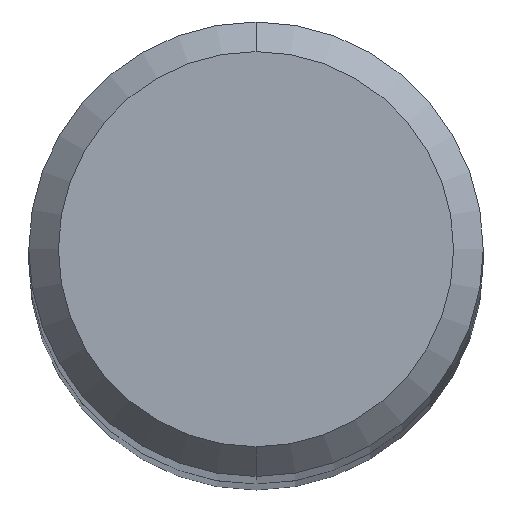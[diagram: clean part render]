
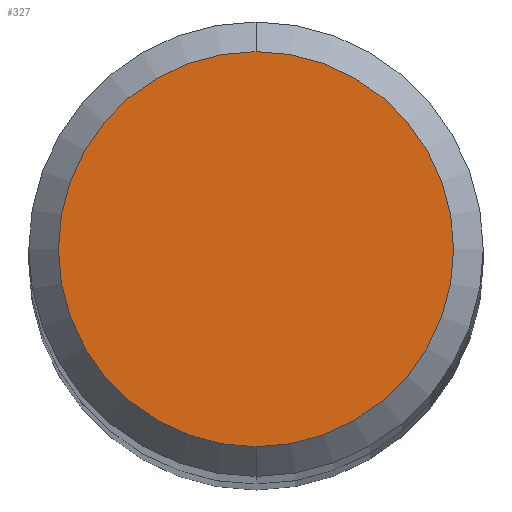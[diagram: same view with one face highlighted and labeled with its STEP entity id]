
A CAD part, top view. The second image highlights one B-rep face of the part: STEP entity #327.
In plain terms, the highlighted planar face has unit normal (0, 0, 1).
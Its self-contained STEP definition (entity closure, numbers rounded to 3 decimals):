
#209=EDGE_CURVE('',#299,#227,#487,.T.);
#227=VERTEX_POINT('',#507);
#299=VERTEX_POINT('',#589);
#327=ADVANCED_FACE('',(#618),#619,.T.);
#363=EDGE_CURVE('',#227,#299,#659,.T.);
#487=CIRCLE('',#821,2.0);
#507=CARTESIAN_POINT('',(0.,-2.0,0.0));
#589=CARTESIAN_POINT('',(0.0,2.0,0.0));
#618=FACE_OUTER_BOUND('',#1077,.T.);
#619=PLANE('',#1078);
#659=CIRCLE('',#1167,2.0);
#821=AXIS2_PLACEMENT_3D('',#1368,#1369,#1370);
#1077=EDGE_LOOP('',(#1513,#1514));
#1078=AXIS2_PLACEMENT_3D('',#1515,#1516,#1517);
#1167=AXIS2_PLACEMENT_3D('',#1564,#1565,#1566);
#1368=CARTESIAN_POINT('',(0.0,0.0,0.0));
#1369=DIRECTION('',(0.0,0.0,-1.0));
#1370=DIRECTION('',(0.0,1.0,0.0));
#1513=ORIENTED_EDGE('',*,*,#209,.F.);
#1514=ORIENTED_EDGE('',*,*,#363,.F.);
#1515=CARTESIAN_POINT('',(0.0,1.0,0.0));
#1516=DIRECTION('',(-0.0,0.0,1.0));
#1517=DIRECTION('',(0.0,-1.0,0.0));
#1564=CARTESIAN_POINT('',(0.0,0.0,0.0));
#1565=DIRECTION('',(0.0,0.0,-1.0));
#1566=DIRECTION('',(0.0,1.0,0.0));
